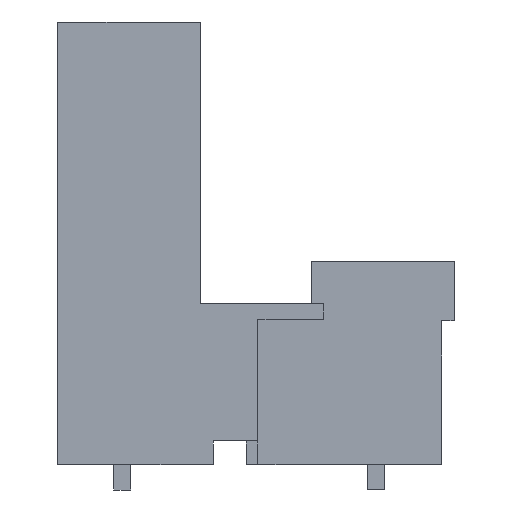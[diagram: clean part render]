
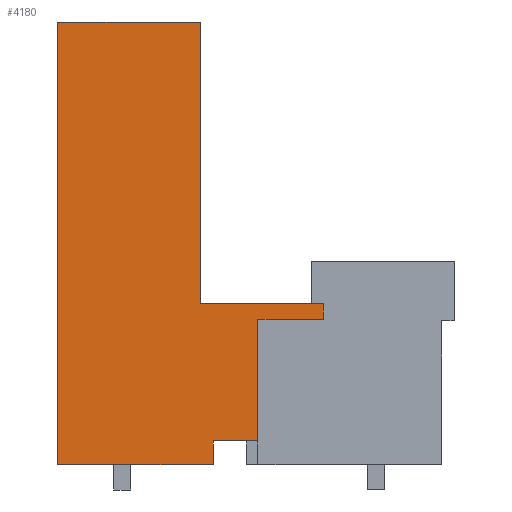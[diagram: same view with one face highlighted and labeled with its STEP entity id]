
A CAD part, left-side view. The second image highlights one B-rep face of the part: STEP entity #4180.
In plain terms, the highlighted planar face has unit normal (-1, 0, 0).
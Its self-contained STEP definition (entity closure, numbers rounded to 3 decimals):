
#4112=AXIS2_PLACEMENT_3D('Plane Axis2P3D',#4109,#4110,#4111) ;
#867=CARTESIAN_POINT('Vertex',(0.,15.,11.)) ;
#870=CARTESIAN_POINT('Line Origine',(0.,11.365,11.)) ;
#874=CARTESIAN_POINT('Vertex',(0.,7.73,11.)) ;
#4077=CARTESIAN_POINT('Vertex',(0.,15.,27.66)) ;
#4080=CARTESIAN_POINT('Line Origine',(0.,15.,19.33)) ;
#4109=CARTESIAN_POINT('Axis2P3D Location',(0.,23.43,-1.7)) ;
#4114=CARTESIAN_POINT('Line Origine',(0.,7.73,10.55)) ;
#4118=CARTESIAN_POINT('Vertex',(0.,7.73,10.1)) ;
#4121=CARTESIAN_POINT('Line Origine',(0.,19.215,27.66)) ;
#4125=CARTESIAN_POINT('Vertex',(0.,23.43,27.66)) ;
#4128=CARTESIAN_POINT('Line Origine',(0.,23.43,14.58)) ;
#4132=CARTESIAN_POINT('Vertex',(0.,23.43,1.5)) ;
#4135=CARTESIAN_POINT('Line Origine',(0.,18.84,1.5)) ;
#4139=CARTESIAN_POINT('Vertex',(0.,14.25,1.5)) ;
#4142=CARTESIAN_POINT('Line Origine',(0.,14.25,2.2)) ;
#4146=CARTESIAN_POINT('Vertex',(0.,14.25,2.9)) ;
#4149=CARTESIAN_POINT('Line Origine',(0.,12.925,2.9)) ;
#4153=CARTESIAN_POINT('Vertex',(0.,11.6,2.9)) ;
#4156=CARTESIAN_POINT('Line Origine',(0.,11.6,6.5)) ;
#4160=CARTESIAN_POINT('Vertex',(0.,11.6,10.1)) ;
#4163=CARTESIAN_POINT('Line Origine',(0.,9.665,10.1)) ;
#871=DIRECTION('Vector Direction',(0.,1.,0.)) ;
#4081=DIRECTION('Vector Direction',(0.,0.,-1.)) ;
#4110=DIRECTION('Axis2P3D Direction',(-1.,0.,0.)) ;
#4111=DIRECTION('Axis2P3D XDirection',(0.,-1.,0.)) ;
#4115=DIRECTION('Vector Direction',(0.,0.,1.)) ;
#4122=DIRECTION('Vector Direction',(0.,1.,0.)) ;
#4129=DIRECTION('Vector Direction',(0.,0.,1.)) ;
#4136=DIRECTION('Vector Direction',(0.,1.,0.)) ;
#4143=DIRECTION('Vector Direction',(0.,0.,-1.)) ;
#4150=DIRECTION('Vector Direction',(0.,1.,0.)) ;
#4157=DIRECTION('Vector Direction',(0.,0.,-1.)) ;
#4164=DIRECTION('Vector Direction',(0.,1.,0.)) ;
#872=VECTOR('Line Direction',#871,1.) ;
#4082=VECTOR('Line Direction',#4081,1.) ;
#4116=VECTOR('Line Direction',#4115,1.) ;
#4123=VECTOR('Line Direction',#4122,1.) ;
#4130=VECTOR('Line Direction',#4129,1.) ;
#4137=VECTOR('Line Direction',#4136,1.) ;
#4144=VECTOR('Line Direction',#4143,1.) ;
#4151=VECTOR('Line Direction',#4150,1.) ;
#4158=VECTOR('Line Direction',#4157,1.) ;
#4165=VECTOR('Line Direction',#4164,1.) ;
#4169=ORIENTED_EDGE('',*,*,#4120,.T.) ;
#4170=ORIENTED_EDGE('',*,*,#876,.T.) ;
#4171=ORIENTED_EDGE('',*,*,#4084,.T.) ;
#4172=ORIENTED_EDGE('',*,*,#4127,.T.) ;
#4173=ORIENTED_EDGE('',*,*,#4134,.T.) ;
#4174=ORIENTED_EDGE('',*,*,#4141,.T.) ;
#4175=ORIENTED_EDGE('',*,*,#4148,.T.) ;
#4176=ORIENTED_EDGE('',*,*,#4155,.T.) ;
#4177=ORIENTED_EDGE('',*,*,#4162,.T.) ;
#4178=ORIENTED_EDGE('',*,*,#4167,.T.) ;
#4180=ADVANCED_FACE('HOUSING',(#4179),#4113,.T.) ;
#876=EDGE_CURVE('',#875,#868,#873,.T.) ;
#4084=EDGE_CURVE('',#868,#4078,#4083,.F.) ;
#4120=EDGE_CURVE('',#4119,#875,#4117,.T.) ;
#4127=EDGE_CURVE('',#4078,#4126,#4124,.T.) ;
#4134=EDGE_CURVE('',#4126,#4133,#4131,.F.) ;
#4141=EDGE_CURVE('',#4133,#4140,#4138,.F.) ;
#4148=EDGE_CURVE('',#4140,#4147,#4145,.F.) ;
#4155=EDGE_CURVE('',#4147,#4154,#4152,.F.) ;
#4162=EDGE_CURVE('',#4154,#4161,#4159,.F.) ;
#4167=EDGE_CURVE('',#4161,#4119,#4166,.F.) ;
#4168=EDGE_LOOP('',(#4169,#4170,#4171,#4172,#4173,#4174,#4175,#4176,#4177,#4178)) ;
#4179=FACE_OUTER_BOUND('',#4168,.T.) ;
#873=LINE('Line',#870,#872) ;
#4083=LINE('Line',#4080,#4082) ;
#4117=LINE('Line',#4114,#4116) ;
#4124=LINE('Line',#4121,#4123) ;
#4131=LINE('Line',#4128,#4130) ;
#4138=LINE('Line',#4135,#4137) ;
#4145=LINE('Line',#4142,#4144) ;
#4152=LINE('Line',#4149,#4151) ;
#4159=LINE('Line',#4156,#4158) ;
#4166=LINE('Line',#4163,#4165) ;
#4113=PLANE('',#4112) ;
#868=VERTEX_POINT('',#867) ;
#875=VERTEX_POINT('',#874) ;
#4078=VERTEX_POINT('',#4077) ;
#4119=VERTEX_POINT('',#4118) ;
#4126=VERTEX_POINT('',#4125) ;
#4133=VERTEX_POINT('',#4132) ;
#4140=VERTEX_POINT('',#4139) ;
#4147=VERTEX_POINT('',#4146) ;
#4154=VERTEX_POINT('',#4153) ;
#4161=VERTEX_POINT('',#4160) ;
